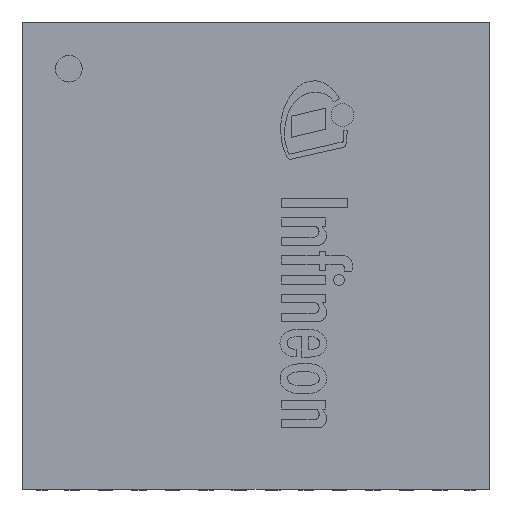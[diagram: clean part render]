
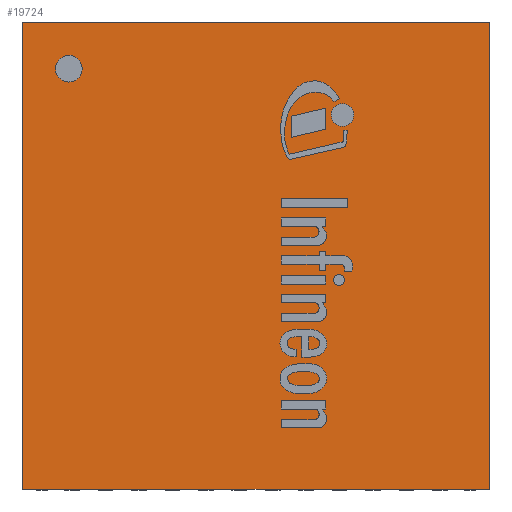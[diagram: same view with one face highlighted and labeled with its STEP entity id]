
A CAD part, top view. The second image highlights one B-rep face of the part: STEP entity #19724.
In plain terms, the highlighted planar face has unit normal (0, 0, 1).
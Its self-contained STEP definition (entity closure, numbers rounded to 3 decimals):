
#42=FACE_BOUND('',#3104,.T.);
#870=PLANE('',#21077);
#1965=FACE_OUTER_BOUND('',#3103,.T.);
#3103=EDGE_LOOP('',(#16986,#16987,#16988,#16989));
#3104=EDGE_LOOP('',(#16990));
#4844=LINE('',#30210,#7379);
#4899=LINE('',#30317,#7434);
#4957=LINE('',#30430,#7492);
#5012=LINE('',#30538,#7547);
#7379=VECTOR('',#24339,1000.);
#7434=VECTOR('',#24396,1000.);
#7492=VECTOR('',#24456,1000.);
#7547=VECTOR('',#24513,1000.);
#8703=CIRCLE('',#20929,0.2);
#9699=VERTEX_POINT('',#30010);
#9792=VERTEX_POINT('',#30207);
#9793=VERTEX_POINT('',#30209);
#9844=VERTEX_POINT('',#30315);
#9898=VERTEX_POINT('',#30428);
#11973=EDGE_CURVE('',#9699,#9699,#8703,.T.);
#12068=EDGE_CURVE('',#9793,#9792,#4844,.T.);
#12123=EDGE_CURVE('',#9792,#9844,#4899,.T.);
#12181=EDGE_CURVE('',#9844,#9898,#4957,.T.);
#12236=EDGE_CURVE('',#9898,#9793,#5012,.T.);
#16986=ORIENTED_EDGE('',*,*,#12068,.T.);
#16987=ORIENTED_EDGE('',*,*,#12123,.T.);
#16988=ORIENTED_EDGE('',*,*,#12181,.T.);
#16989=ORIENTED_EDGE('',*,*,#12236,.T.);
#16990=ORIENTED_EDGE('',*,*,#11973,.F.);
#19724=ADVANCED_FACE('',(#1965,#42),#870,.T.);
#20929=AXIS2_PLACEMENT_3D('',#30012,#24225,#24226);
#21077=AXIS2_PLACEMENT_3D('',#31494,#25228,#25229);
#24225=DIRECTION('center_axis',(0.,0.,1.));
#24226=DIRECTION('ref_axis',(0.,-1.,0.));
#24339=DIRECTION('',(1.,0.,0.));
#24396=DIRECTION('',(0.,1.,0.));
#24456=DIRECTION('',(-1.,0.,0.));
#24513=DIRECTION('',(0.,-1.,0.));
#25228=DIRECTION('center_axis',(0.,0.,1.));
#25229=DIRECTION('ref_axis',(0.,-1.,0.));
#30010=CARTESIAN_POINT('',(-2.8,3.,0.9));
#30012=CARTESIAN_POINT('Origin',(-2.8,2.8,0.9));
#30207=CARTESIAN_POINT('',(3.49,-3.49,0.9));
#30209=CARTESIAN_POINT('',(-3.49,-3.49,0.9));
#30210=CARTESIAN_POINT('',(3.49,-3.49,0.9));
#30315=CARTESIAN_POINT('',(3.49,3.49,0.9));
#30317=CARTESIAN_POINT('',(3.49,3.49,0.9));
#30428=CARTESIAN_POINT('',(-3.49,3.49,0.9));
#30430=CARTESIAN_POINT('',(3.49,3.49,0.9));
#30538=CARTESIAN_POINT('',(-3.49,3.49,0.9));
#31494=CARTESIAN_POINT('Origin',(0.,0.,0.9));
